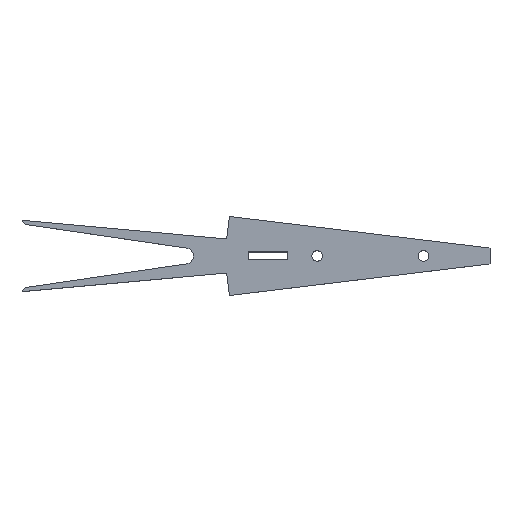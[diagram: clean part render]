
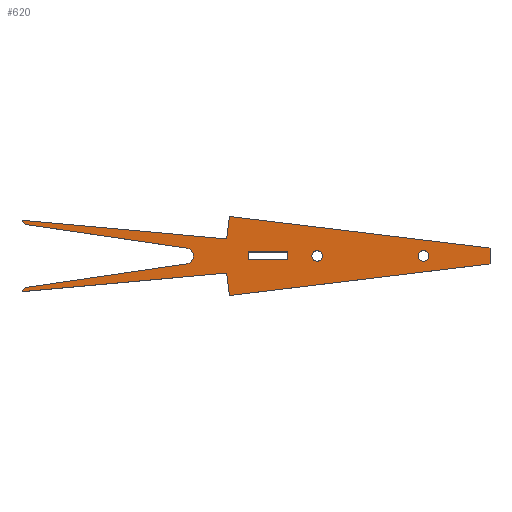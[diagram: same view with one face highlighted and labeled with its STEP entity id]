
A CAD part, top view. The second image highlights one B-rep face of the part: STEP entity #620.
In plain terms, the highlighted planar face has unit normal (0, 0, 1).
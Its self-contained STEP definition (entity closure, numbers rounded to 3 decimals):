
#49=CARTESIAN_POINT('Vertex',(85.,1.5,6.)) ;
#52=CARTESIAN_POINT('Line Origine',(85.,0.,6.)) ;
#56=CARTESIAN_POINT('Vertex',(85.,-1.5,6.)) ;
#87=CARTESIAN_POINT('Vertex',(100.,1.5,6.)) ;
#90=CARTESIAN_POINT('Line Origine',(92.5,1.5,6.)) ;
#118=CARTESIAN_POINT('Vertex',(100.,-1.5,6.)) ;
#121=CARTESIAN_POINT('Line Origine',(100.,0.,6.)) ;
#144=CARTESIAN_POINT('Vertex',(109.,0.,6.)) ;
#158=CARTESIAN_POINT('Vertex',(113.,0.,6.)) ;
#161=CARTESIAN_POINT('Axis2P3D Location',(111.,0.,6.)) ;
#184=CARTESIAN_POINT('Vertex',(149.,0.,6.)) ;
#198=CARTESIAN_POINT('Vertex',(153.,0.,6.)) ;
#201=CARTESIAN_POINT('Axis2P3D Location',(151.,0.,6.)) ;
#231=CARTESIAN_POINT('Vertex',(176.,3.,6.)) ;
#234=CARTESIAN_POINT('Line Origine',(176.,0.,6.)) ;
#238=CARTESIAN_POINT('Vertex',(176.,-3.,6.)) ;
#269=CARTESIAN_POINT('Vertex',(78.,14.859,6.)) ;
#272=CARTESIAN_POINT('Line Origine',(127.,8.93,6.)) ;
#300=CARTESIAN_POINT('Vertex',(76.979,6.421,6.)) ;
#303=CARTESIAN_POINT('Line Origine',(77.489,10.64,6.)) ;
#331=CARTESIAN_POINT('Vertex',(0.,13.4,6.)) ;
#334=CARTESIAN_POINT('Line Origine',(38.489,9.91,6.)) ;
#362=CARTESIAN_POINT('Vertex',(1.281,11.864,6.)) ;
#365=CARTESIAN_POINT('Line Origine',(0.64,12.632,6.)) ;
#393=CARTESIAN_POINT('Vertex',(61.935,2.968,6.)) ;
#396=CARTESIAN_POINT('Line Origine',(31.608,7.416,6.)) ;
#431=CARTESIAN_POINT('Vertex',(61.935,-2.968,6.)) ;
#434=CARTESIAN_POINT('Axis2P3D Location',(61.5,0.,6.)) ;
#438=CARTESIAN_POINT('Vertex',(64.5,0.,6.)) ;
#441=CARTESIAN_POINT('Axis2P3D Location',(61.5,0.,6.)) ;
#538=CARTESIAN_POINT('Axis2P3D Location',(0.,0.,6.)) ;
#543=CARTESIAN_POINT('Line Origine',(31.608,-7.416,6.)) ;
#547=CARTESIAN_POINT('Vertex',(1.281,-11.864,6.)) ;
#550=CARTESIAN_POINT('Line Origine',(0.64,-12.632,6.)) ;
#554=CARTESIAN_POINT('Vertex',(0.,-13.4,6.)) ;
#557=CARTESIAN_POINT('Line Origine',(38.489,-9.91,6.)) ;
#561=CARTESIAN_POINT('Vertex',(76.979,-6.421,6.)) ;
#564=CARTESIAN_POINT('Line Origine',(77.489,-10.64,6.)) ;
#568=CARTESIAN_POINT('Vertex',(78.,-14.859,6.)) ;
#571=CARTESIAN_POINT('Line Origine',(127.,-8.93,6.)) ;
#591=CARTESIAN_POINT('Line Origine',(92.5,-1.5,6.)) ;
#602=CARTESIAN_POINT('Axis2P3D Location',(151.,0.,6.)) ;
#611=CARTESIAN_POINT('Axis2P3D Location',(111.,0.,6.)) ;
#54=VECTOR('Line Direction',#53,1.) ;
#92=VECTOR('Line Direction',#91,1.) ;
#123=VECTOR('Line Direction',#122,1.) ;
#236=VECTOR('Line Direction',#235,1.) ;
#274=VECTOR('Line Direction',#273,1.) ;
#305=VECTOR('Line Direction',#304,1.) ;
#336=VECTOR('Line Direction',#335,1.) ;
#367=VECTOR('Line Direction',#366,1.) ;
#398=VECTOR('Line Direction',#397,1.) ;
#545=VECTOR('Line Direction',#544,1.) ;
#552=VECTOR('Line Direction',#551,1.) ;
#559=VECTOR('Line Direction',#558,1.) ;
#566=VECTOR('Line Direction',#565,1.) ;
#573=VECTOR('Line Direction',#572,1.) ;
#593=VECTOR('Line Direction',#592,1.) ;
#53=DIRECTION('Vector Direction',(0.,-1.,0.)) ;
#91=DIRECTION('Vector Direction',(-1.,0.,0.)) ;
#122=DIRECTION('Vector Direction',(0.,1.,0.)) ;
#162=DIRECTION('Axis2P3D Direction',(0.,0.,1.)) ;
#202=DIRECTION('Axis2P3D Direction',(0.,0.,1.)) ;
#235=DIRECTION('Vector Direction',(0.,1.,0.)) ;
#273=DIRECTION('Vector Direction',(-0.993,0.12,0.)) ;
#304=DIRECTION('Vector Direction',(-0.12,-0.993,0.)) ;
#335=DIRECTION('Vector Direction',(-0.996,0.09,0.)) ;
#366=DIRECTION('Vector Direction',(0.64,-0.768,0.)) ;
#397=DIRECTION('Vector Direction',(0.989,-0.145,0.)) ;
#435=DIRECTION('Axis2P3D Direction',(0.,0.,1.)) ;
#442=DIRECTION('Axis2P3D Direction',(0.,0.,1.)) ;
#539=DIRECTION('Axis2P3D Direction',(0.,0.,1.)) ;
#540=DIRECTION('Axis2P3D XDirection',(1.,0.,0.)) ;
#544=DIRECTION('Vector Direction',(0.989,0.145,0.)) ;
#551=DIRECTION('Vector Direction',(0.64,0.768,0.)) ;
#558=DIRECTION('Vector Direction',(-0.996,-0.09,0.)) ;
#565=DIRECTION('Vector Direction',(-0.12,0.993,0.)) ;
#572=DIRECTION('Vector Direction',(-0.993,-0.12,0.)) ;
#592=DIRECTION('Vector Direction',(-1.,0.,0.)) ;
#603=DIRECTION('Axis2P3D Direction',(0.,0.,1.)) ;
#612=DIRECTION('Axis2P3D Direction',(0.,0.,1.)) ;
#163=AXIS2_PLACEMENT_3D('Circle Axis2P3D',#161,#162,$) ;
#203=AXIS2_PLACEMENT_3D('Circle Axis2P3D',#201,#202,$) ;
#436=AXIS2_PLACEMENT_3D('Circle Axis2P3D',#434,#435,$) ;
#443=AXIS2_PLACEMENT_3D('Circle Axis2P3D',#441,#442,$) ;
#541=AXIS2_PLACEMENT_3D('Plane Axis2P3D',#538,#539,#540) ;
#604=AXIS2_PLACEMENT_3D('Circle Axis2P3D',#602,#603,$) ;
#613=AXIS2_PLACEMENT_3D('Circle Axis2P3D',#611,#612,$) ;
#55=LINE('Line',#52,#54) ;
#93=LINE('Line',#90,#92) ;
#124=LINE('Line',#121,#123) ;
#237=LINE('Line',#234,#236) ;
#275=LINE('Line',#272,#274) ;
#306=LINE('Line',#303,#305) ;
#337=LINE('Line',#334,#336) ;
#368=LINE('Line',#365,#367) ;
#399=LINE('Line',#396,#398) ;
#546=LINE('Line',#543,#545) ;
#553=LINE('Line',#550,#552) ;
#560=LINE('Line',#557,#559) ;
#567=LINE('Line',#564,#566) ;
#574=LINE('Line',#571,#573) ;
#594=LINE('Line',#591,#593) ;
#164=CIRCLE('generated circle',#163,2.) ;
#204=CIRCLE('generated circle',#203,2.) ;
#437=CIRCLE('generated circle',#436,3.) ;
#444=CIRCLE('generated circle',#443,3.) ;
#605=CIRCLE('generated circle',#604,2.) ;
#614=CIRCLE('generated circle',#613,2.) ;
#542=PLANE('',#541) ;
#601=FACE_BOUND('',#596,.T.) ;
#610=FACE_BOUND('',#607,.T.) ;
#619=FACE_BOUND('',#616,.T.) ;
#58=EDGE_CURVE('',#50,#57,#55,.T.) ;
#94=EDGE_CURVE('',#50,#88,#93,.F.) ;
#125=EDGE_CURVE('',#119,#88,#124,.T.) ;
#165=EDGE_CURVE('',#145,#159,#164,.F.) ;
#205=EDGE_CURVE('',#185,#199,#204,.F.) ;
#240=EDGE_CURVE('',#232,#239,#237,.F.) ;
#276=EDGE_CURVE('',#232,#270,#275,.T.) ;
#307=EDGE_CURVE('',#270,#301,#306,.T.) ;
#338=EDGE_CURVE('',#301,#332,#337,.T.) ;
#369=EDGE_CURVE('',#332,#363,#368,.T.) ;
#400=EDGE_CURVE('',#363,#394,#399,.T.) ;
#440=EDGE_CURVE('',#432,#439,#437,.T.) ;
#445=EDGE_CURVE('',#394,#439,#444,.F.) ;
#549=EDGE_CURVE('',#548,#432,#546,.T.) ;
#556=EDGE_CURVE('',#555,#548,#553,.T.) ;
#563=EDGE_CURVE('',#562,#555,#560,.T.) ;
#570=EDGE_CURVE('',#569,#562,#567,.T.) ;
#575=EDGE_CURVE('',#239,#569,#574,.T.) ;
#595=EDGE_CURVE('',#57,#119,#594,.F.) ;
#606=EDGE_CURVE('',#185,#199,#605,.T.) ;
#615=EDGE_CURVE('',#145,#159,#614,.T.) ;
#577=ORIENTED_EDGE('',*,*,#240,.F.) ;
#578=ORIENTED_EDGE('',*,*,#276,.T.) ;
#579=ORIENTED_EDGE('',*,*,#307,.T.) ;
#580=ORIENTED_EDGE('',*,*,#338,.T.) ;
#581=ORIENTED_EDGE('',*,*,#369,.T.) ;
#582=ORIENTED_EDGE('',*,*,#400,.T.) ;
#583=ORIENTED_EDGE('',*,*,#445,.T.) ;
#584=ORIENTED_EDGE('',*,*,#440,.F.) ;
#585=ORIENTED_EDGE('',*,*,#549,.F.) ;
#586=ORIENTED_EDGE('',*,*,#556,.F.) ;
#587=ORIENTED_EDGE('',*,*,#563,.F.) ;
#588=ORIENTED_EDGE('',*,*,#570,.F.) ;
#589=ORIENTED_EDGE('',*,*,#575,.F.) ;
#597=ORIENTED_EDGE('',*,*,#58,.F.) ;
#598=ORIENTED_EDGE('',*,*,#94,.T.) ;
#599=ORIENTED_EDGE('',*,*,#125,.F.) ;
#600=ORIENTED_EDGE('',*,*,#595,.F.) ;
#608=ORIENTED_EDGE('',*,*,#205,.T.) ;
#609=ORIENTED_EDGE('',*,*,#606,.F.) ;
#617=ORIENTED_EDGE('',*,*,#165,.T.) ;
#618=ORIENTED_EDGE('',*,*,#615,.F.) ;
#576=EDGE_LOOP('',(#577,#578,#579,#580,#581,#582,#583,#584,#585,#586,#587,#588,#589)) ;
#596=EDGE_LOOP('',(#597,#598,#599,#600)) ;
#607=EDGE_LOOP('',(#608,#609)) ;
#616=EDGE_LOOP('',(#617,#618)) ;
#50=VERTEX_POINT('',#49) ;
#57=VERTEX_POINT('',#56) ;
#88=VERTEX_POINT('',#87) ;
#119=VERTEX_POINT('',#118) ;
#145=VERTEX_POINT('',#144) ;
#159=VERTEX_POINT('',#158) ;
#185=VERTEX_POINT('',#184) ;
#199=VERTEX_POINT('',#198) ;
#232=VERTEX_POINT('',#231) ;
#239=VERTEX_POINT('',#238) ;
#270=VERTEX_POINT('',#269) ;
#301=VERTEX_POINT('',#300) ;
#332=VERTEX_POINT('',#331) ;
#363=VERTEX_POINT('',#362) ;
#394=VERTEX_POINT('',#393) ;
#432=VERTEX_POINT('',#431) ;
#439=VERTEX_POINT('',#438) ;
#548=VERTEX_POINT('',#547) ;
#555=VERTEX_POINT('',#554) ;
#562=VERTEX_POINT('',#561) ;
#569=VERTEX_POINT('',#568) ;
#620=ADVANCED_FACE('PartBody',(#590,#601,#610,#619),#542,.T.) ;
#590=FACE_OUTER_BOUND('',#576,.T.) ;
